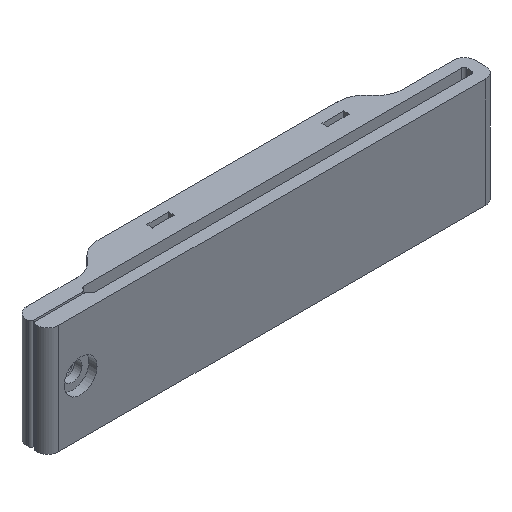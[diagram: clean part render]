
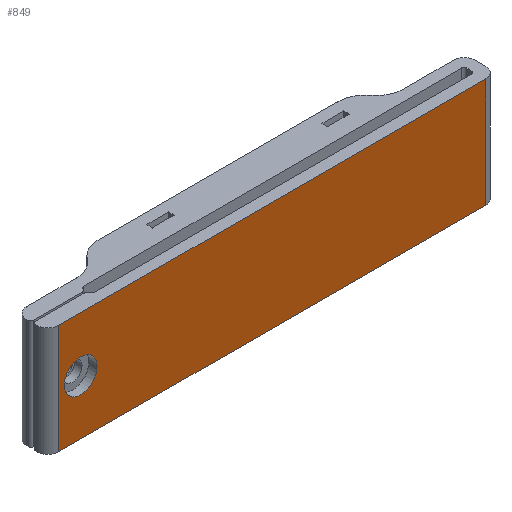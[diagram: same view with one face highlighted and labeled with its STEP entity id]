
A CAD part, isometric view. The second image highlights one B-rep face of the part: STEP entity #849.
In plain terms, the highlighted planar face has unit normal (0, -1, 0).
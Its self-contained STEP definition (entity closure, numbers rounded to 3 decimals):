
#22=FACE_BOUND('',#143,.T.);
#47=PLANE('',#947);
#91=FACE_OUTER_BOUND('',#142,.T.);
#142=EDGE_LOOP('',(#746,#747,#748,#749));
#143=EDGE_LOOP('',(#750));
#154=LINE('',#1227,#234);
#220=LINE('',#1426,#300);
#224=LINE('',#1438,#304);
#226=LINE('',#1442,#306);
#234=VECTOR('',#974,10.);
#300=VECTOR('',#1176,10.);
#304=VECTOR('',#1190,10.);
#306=VECTOR('',#1196,10.);
#327=CIRCLE('',#900,3.);
#357=VERTEX_POINT('',#1224);
#358=VERTEX_POINT('',#1226);
#397=VERTEX_POINT('',#1328);
#423=VERTEX_POINT('',#1424);
#425=VERTEX_POINT('',#1434);
#439=EDGE_CURVE('',#358,#357,#154,.T.);
#490=EDGE_CURVE('',#397,#397,#327,.T.);
#538=EDGE_CURVE('',#423,#357,#220,.T.);
#544=EDGE_CURVE('',#358,#425,#224,.T.);
#546=EDGE_CURVE('',#425,#423,#226,.T.);
#746=ORIENTED_EDGE('',*,*,#538,.F.);
#747=ORIENTED_EDGE('',*,*,#546,.F.);
#748=ORIENTED_EDGE('',*,*,#544,.F.);
#749=ORIENTED_EDGE('',*,*,#439,.T.);
#750=ORIENTED_EDGE('',*,*,#490,.T.);
#849=ADVANCED_FACE('',(#91,#22),#47,.T.);
#900=AXIS2_PLACEMENT_3D('',#1329,#1064,#1065);
#947=AXIS2_PLACEMENT_3D('',#1441,#1194,#1195);
#974=DIRECTION('',(1.,0.,0.));
#1064=DIRECTION('center_axis',(0.,1.,0.));
#1065=DIRECTION('ref_axis',(1.,0.,0.));
#1176=DIRECTION('',(0.,0.,-1.));
#1190=DIRECTION('',(0.,0.,1.));
#1194=DIRECTION('center_axis',(0.,-1.,0.));
#1195=DIRECTION('ref_axis',(1.,0.,0.));
#1196=DIRECTION('',(1.,0.,0.));
#1224=CARTESIAN_POINT('',(0.,-2.,0.));
#1226=CARTESIAN_POINT('',(-78.,-2.,0.));
#1227=CARTESIAN_POINT('',(-80.,-2.,0.));
#1328=CARTESIAN_POINT('',(-77.,-2.,10.));
#1329=CARTESIAN_POINT('Origin',(-74.,-2.,10.));
#1424=CARTESIAN_POINT('',(0.,-2.,20.));
#1426=CARTESIAN_POINT('',(0.,-2.,0.));
#1434=CARTESIAN_POINT('',(-78.,-2.,20.));
#1438=CARTESIAN_POINT('',(-78.,-2.,0.));
#1441=CARTESIAN_POINT('Origin',(-80.,-2.,0.));
#1442=CARTESIAN_POINT('',(-80.,-2.,20.));
